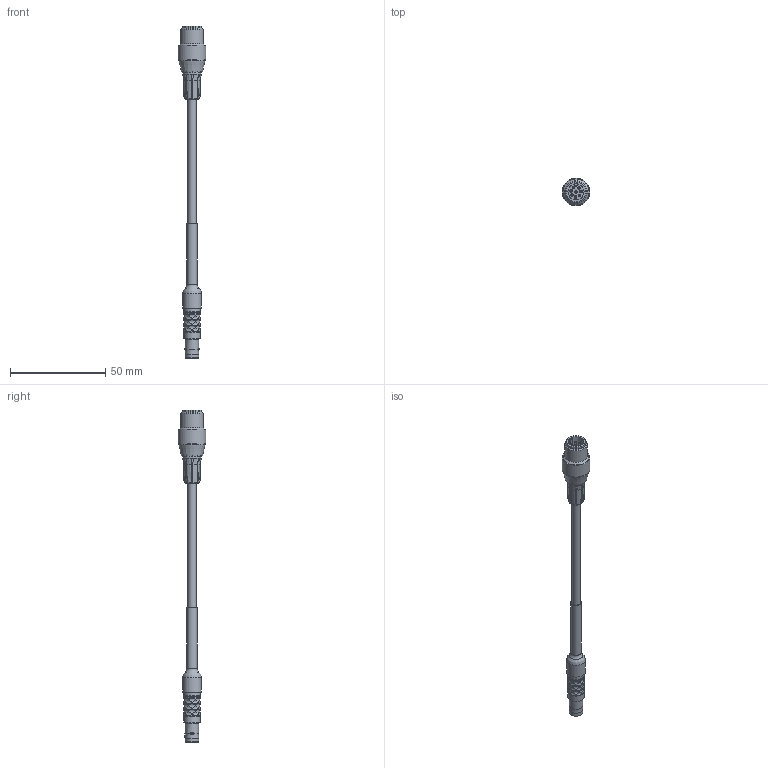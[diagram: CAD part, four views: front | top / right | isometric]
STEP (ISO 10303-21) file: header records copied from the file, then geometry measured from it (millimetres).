
FILE_DESCRIPTION(/* description */ (''),/* implementation_level */ '2;1');
FILE_NAME(/* name */ 'CMX2147.stp',/* time_stamp */ '2017-05-08T12:06:08-04:00',/* author */ ('aneininger'),/* organization */ ('CONNECTION TECHNOLOGY CENTER'),/* preprocessor_version */ 'ST-DEVELOPER v16.5',/* originating_system */ 'Autodesk Inventor 2017',/* authorisation */ '');
FILE_SCHEMA (('AUTOMOTIVE_DESIGN { 1 0 10303 214 3 1 1 }'));
Length unit declared in the file: inch
Products named in the file (1): CMX2147
Bounding box: 14.58 x 14.58 x 174.49 mm (x, y, z)
Volume: 5299.7 mm3; surface area: 8237.7 mm2
Topology: 2 solids, 3 shells, 447 faces, 1179 edges, 769 vertices
Faces by surface type: plane 192, cylinder 159, torus 30, bspline 28, cone 25, sphere 13
Full cylindrical faces by diameter (mm): 0.686 x8, 0.787 x8, 1.194 x4, 1.27 x8, 1.397 x8, 4.445 x2, 4.699 x2, 5.232 x1, 5.385 x2, 5.461 x1, 5.512 x1, 5.842 x1, 6.045 x1, 6.985 x2, 7.366 x1, 7.874 x1, 8.382 x1, 8.433 x1, 8.585 x1, 8.611 x1, 8.839 x1, 8.89 x5, 9.525 x1, 9.779 x1, 9.906 x2, 10.414 x1, 10.922 x1, 11.836 x1, 13.716 x1, 14.58 x1
Entity records: 17881 total; most frequent: CARTESIAN_POINT 7400, ORIENTED_EDGE 2022, DIRECTION 1961, EDGE_CURVE 1011, AXIS2_PLACEMENT_3D 817, VERTEX_POINT 717, EDGE_LOOP 600, STYLED_ITEM 450
